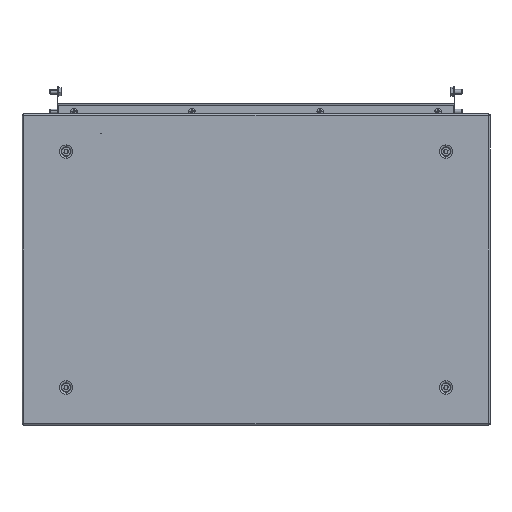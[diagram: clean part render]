
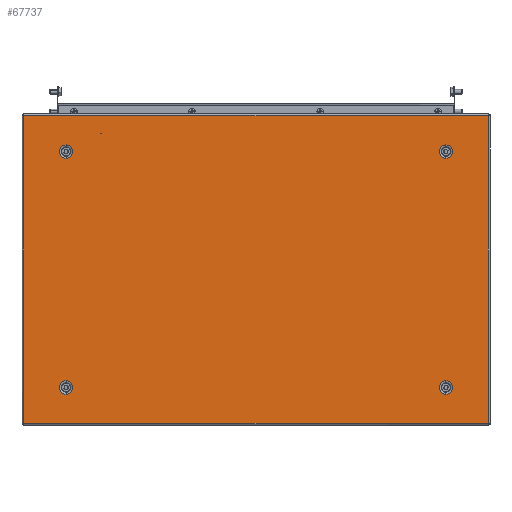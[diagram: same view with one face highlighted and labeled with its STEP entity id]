
A CAD part, top view. The second image highlights one B-rep face of the part: STEP entity #67737.
In plain terms, the highlighted planar face has unit normal (0, 0, 1).
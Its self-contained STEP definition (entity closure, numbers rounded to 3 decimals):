
#945 = EDGE_LOOP ( 'NONE', ( #36962, #62109 ) ) ;
#1128 = CARTESIAN_POINT ( 'NONE',  ( 241.5, -158.443, 0. ) ) ;
#2501 = AXIS2_PLACEMENT_3D ( 'NONE', #9394, #53944, #47863 ) ;
#2528 = DIRECTION ( 'NONE',  ( 0., 0., 1. ) ) ;
#3217 = DIRECTION ( 'NONE',  ( -1., 0., 0. ) ) ;
#4073 = DIRECTION ( 'NONE',  ( 0., 1., 0. ) ) ;
#4348 = DIRECTION ( 'NONE',  ( 0., 0., 1. ) ) ;
#4893 = CARTESIAN_POINT ( 'NONE',  ( -241.5, -150., 0. ) ) ;
#5308 = ORIENTED_EDGE ( 'NONE', *, *, #8353, .F. ) ;
#5421 = EDGE_CURVE ( 'NONE', #29381, #58310, #17117, .T. ) ;
#7405 = VERTEX_POINT ( 'NONE', #61767 ) ;
#7638 = DIRECTION ( 'NONE',  ( 0., 0., 1. ) ) ;
#8112 = DIRECTION ( 'NONE',  ( 0., 0., -1. ) ) ;
#8353 = EDGE_CURVE ( 'NONE', #13426, #74233, #47897, .T. ) ;
#9248 = CARTESIAN_POINT ( 'NONE',  ( -198., 173., 0. ) ) ;
#9394 = CARTESIAN_POINT ( 'NONE',  ( 241.5, -150., 0. ) ) ;
#9896 = ORIENTED_EDGE ( 'NONE', *, *, #26131, .T. ) ;
#10011 = EDGE_CURVE ( 'NONE', #30180, #59027, #25214, .T. ) ;
#10135 = DIRECTION ( 'NONE',  ( 0., 0., 1. ) ) ;
#10855 = AXIS2_PLACEMENT_3D ( 'NONE', #74644, #42745, #80505 ) ;
#12467 = DIRECTION ( 'NONE',  ( 0., 1., 0. ) ) ;
#12681 = VERTEX_POINT ( 'NONE', #51002 ) ;
#13426 = VERTEX_POINT ( 'NONE', #22981 ) ;
#16004 = CARTESIAN_POINT ( 'NONE',  ( 241.5, -150., 0. ) ) ;
#16871 = FACE_BOUND ( 'NONE', #945, .T. ) ;
#16961 = CARTESIAN_POINT ( 'NONE',  ( -296.029, -195.6, 0. ) ) ;
#17117 = CIRCLE ( 'NONE', #2501, 8.443 ) ;
#17118 = CARTESIAN_POINT ( 'NONE',  ( 241.5, 141.557, 0. ) ) ;
#17181 = CIRCLE ( 'NONE', #10855, 0.5 ) ;
#19058 = CARTESIAN_POINT ( 'NONE',  ( -295.1, 195.6, 0. ) ) ;
#19751 = EDGE_CURVE ( 'NONE', #74233, #13426, #36639, .T. ) ;
#20088 = AXIS2_PLACEMENT_3D ( 'NONE', #16004, #10135, #66873 ) ;
#20096 = EDGE_LOOP ( 'NONE', ( #5308, #33734 ) ) ;
#20739 = DIRECTION ( 'NONE',  ( 0., 1., 0. ) ) ;
#21159 = ORIENTED_EDGE ( 'NONE', *, *, #5421, .F. ) ;
#22262 = CARTESIAN_POINT ( 'NONE',  ( 295.1, -196.529, 0. ) ) ;
#22864 = LINE ( 'NONE', #40768, #37866 ) ;
#22981 = CARTESIAN_POINT ( 'NONE',  ( -241.5, -141.557, 0. ) ) ;
#23465 = VERTEX_POINT ( 'NONE', #32417 ) ;
#23624 = DIRECTION ( 'NONE',  ( 0., 0., 1. ) ) ;
#24907 = ORIENTED_EDGE ( 'NONE', *, *, #53486, .F. ) ;
#25214 = CIRCLE ( 'NONE', #77644, 8.443 ) ;
#26131 = EDGE_CURVE ( 'NONE', #58037, #12681, #28454, .T. ) ;
#26465 = AXIS2_PLACEMENT_3D ( 'NONE', #66286, #2528, #35187 ) ;
#26725 = AXIS2_PLACEMENT_3D ( 'NONE', #74013, #8112, #53467 ) ;
#27959 = VERTEX_POINT ( 'NONE', #81155 ) ;
#28454 = LINE ( 'NONE', #16961, #72188 ) ;
#28518 = VERTEX_POINT ( 'NONE', #9248 ) ;
#28783 = AXIS2_PLACEMENT_3D ( 'NONE', #4893, #4348, #4073 ) ;
#29381 = VERTEX_POINT ( 'NONE', #76029 ) ;
#30180 = VERTEX_POINT ( 'NONE', #17118 ) ;
#30928 = VERTEX_POINT ( 'NONE', #19058 ) ;
#30984 = DIRECTION ( 'NONE',  ( 1., 0., 0. ) ) ;
#31081 = AXIS2_PLACEMENT_3D ( 'NONE', #45818, #7638, #20739 ) ;
#31810 = FACE_OUTER_BOUND ( 'NONE', #54005, .T. ) ;
#32415 = ORIENTED_EDGE ( 'NONE', *, *, #79715, .F. ) ;
#32417 = CARTESIAN_POINT ( 'NONE',  ( -241.5, 158.443, 0. ) ) ;
#33734 = ORIENTED_EDGE ( 'NONE', *, *, #19751, .F. ) ;
#34226 = CARTESIAN_POINT ( 'NONE',  ( 241.5, 158.443, 0. ) ) ;
#35187 = DIRECTION ( 'NONE',  ( 0., 1., 0. ) ) ;
#35884 = CIRCLE ( 'NONE', #26725, 0.5 ) ;
#36597 = DIRECTION ( 'NONE',  ( 0., 0., 1. ) ) ;
#36639 = CIRCLE ( 'NONE', #28783, 8.443 ) ;
#36962 = ORIENTED_EDGE ( 'NONE', *, *, #60704, .T. ) ;
#37866 = VECTOR ( 'NONE', #59622, 1000. ) ;
#38003 = EDGE_CURVE ( 'NONE', #12681, #75942, #73951, .T. ) ;
#38383 = ORIENTED_EDGE ( 'NONE', *, *, #77591, .T. ) ;
#38602 = EDGE_CURVE ( 'NONE', #27959, #28518, #17181, .T. ) ;
#39037 = ORIENTED_EDGE ( 'NONE', *, *, #38003, .T. ) ;
#40624 = AXIS2_PLACEMENT_3D ( 'NONE', #63669, #51130, #12467 ) ;
#40768 = CARTESIAN_POINT ( 'NONE',  ( -295.1, 196.529, 0. ) ) ;
#40963 = DIRECTION ( 'NONE',  ( 0., 1., 0. ) ) ;
#41018 = CIRCLE ( 'NONE', #20088, 8.443 ) ;
#41647 = CARTESIAN_POINT ( 'NONE',  ( 295.1, 195.6, 0. ) ) ;
#41759 = DIRECTION ( 'NONE',  ( 0., 0., 1. ) ) ;
#42243 = CARTESIAN_POINT ( 'NONE',  ( 296.029, 195.6, 0. ) ) ;
#42745 = DIRECTION ( 'NONE',  ( 0., 0., -1. ) ) ;
#43507 = AXIS2_PLACEMENT_3D ( 'NONE', #67823, #41759, #74190 ) ;
#44183 = VECTOR ( 'NONE', #40963, 1000. ) ;
#45818 = CARTESIAN_POINT ( 'NONE',  ( -241.5, 150., 0. ) ) ;
#46480 = VECTOR ( 'NONE', #3217, 1000. ) ;
#47732 = PLANE ( 'NONE',  #67936 ) ;
#47863 = DIRECTION ( 'NONE',  ( 0., 1., 0. ) ) ;
#47897 = CIRCLE ( 'NONE', #43507, 8.443 ) ;
#48297 = EDGE_CURVE ( 'NONE', #30928, #58037, #22864, .T. ) ;
#48766 = FACE_BOUND ( 'NONE', #71273, .T. ) ;
#49240 = EDGE_LOOP ( 'NONE', ( #32415, #70742 ) ) ;
#51002 = CARTESIAN_POINT ( 'NONE',  ( 295.1, -195.6, 0. ) ) ;
#51084 = CARTESIAN_POINT ( 'NONE',  ( -295.1, -195.6, 0. ) ) ;
#51130 = DIRECTION ( 'NONE',  ( 0., 0., 1. ) ) ;
#53467 = DIRECTION ( 'NONE',  ( -1., 0., 0. ) ) ;
#53486 = EDGE_CURVE ( 'NONE', #7405, #23465, #63412, .T. ) ;
#53944 = DIRECTION ( 'NONE',  ( 0., 0., 1. ) ) ;
#54005 = EDGE_LOOP ( 'NONE', ( #65095, #9896, #39037, #38383 ) ) ;
#54724 = FACE_BOUND ( 'NONE', #20096, .T. ) ;
#54812 = DIRECTION ( 'NONE',  ( 1., 0., 0. ) ) ;
#54934 = ORIENTED_EDGE ( 'NONE', *, *, #80283, .F. ) ;
#55114 = ORIENTED_EDGE ( 'NONE', *, *, #68547, .F. ) ;
#56429 = LINE ( 'NONE', #42243, #46480 ) ;
#57692 = CIRCLE ( 'NONE', #40624, 8.443 ) ;
#58037 = VERTEX_POINT ( 'NONE', #51084 ) ;
#58310 = VERTEX_POINT ( 'NONE', #1128 ) ;
#59027 = VERTEX_POINT ( 'NONE', #34226 ) ;
#59622 = DIRECTION ( 'NONE',  ( 0., -1., 0. ) ) ;
#60704 = EDGE_CURVE ( 'NONE', #28518, #27959, #35884, .T. ) ;
#60968 = CARTESIAN_POINT ( 'NONE',  ( -241.5, -158.443, 0. ) ) ;
#61767 = CARTESIAN_POINT ( 'NONE',  ( -241.5, 141.557, 0. ) ) ;
#62109 = ORIENTED_EDGE ( 'NONE', *, *, #38602, .T. ) ;
#62419 = CIRCLE ( 'NONE', #31081, 8.443 ) ;
#63005 = EDGE_LOOP ( 'NONE', ( #21159, #55114 ) ) ;
#63412 = CIRCLE ( 'NONE', #26465, 8.443 ) ;
#63669 = CARTESIAN_POINT ( 'NONE',  ( 241.5, 150., 0. ) ) ;
#65095 = ORIENTED_EDGE ( 'NONE', *, *, #48297, .T. ) ;
#66286 = CARTESIAN_POINT ( 'NONE',  ( -241.5, 150., 0. ) ) ;
#66873 = DIRECTION ( 'NONE',  ( 0., 1., 0. ) ) ;
#67737 = ADVANCED_FACE ( 'NONE', ( #16871, #82508, #54724, #77547, #48766, #31810 ), #47732, .T. ) ;
#67823 = CARTESIAN_POINT ( 'NONE',  ( -241.5, -150., 0. ) ) ;
#67936 = AXIS2_PLACEMENT_3D ( 'NONE', #69007, #36597, #30984 ) ;
#68547 = EDGE_CURVE ( 'NONE', #58310, #29381, #41018, .T. ) ;
#69007 = CARTESIAN_POINT ( 'NONE',  ( 0., 0., 0. ) ) ;
#70742 = ORIENTED_EDGE ( 'NONE', *, *, #10011, .F. ) ;
#71273 = EDGE_LOOP ( 'NONE', ( #54934, #24907 ) ) ;
#72188 = VECTOR ( 'NONE', #54812, 1000. ) ;
#73951 = LINE ( 'NONE', #22262, #44183 ) ;
#74013 = CARTESIAN_POINT ( 'NONE',  ( -197.5, 173., 0. ) ) ;
#74190 = DIRECTION ( 'NONE',  ( 0., 1., 0. ) ) ;
#74233 = VERTEX_POINT ( 'NONE', #60968 ) ;
#74644 = CARTESIAN_POINT ( 'NONE',  ( -197.5, 173., 0. ) ) ;
#74736 = CARTESIAN_POINT ( 'NONE',  ( 241.5, 150., 0. ) ) ;
#75942 = VERTEX_POINT ( 'NONE', #41647 ) ;
#76029 = CARTESIAN_POINT ( 'NONE',  ( 241.5, -141.557, 0. ) ) ;
#77547 = FACE_BOUND ( 'NONE', #49240, .T. ) ;
#77591 = EDGE_CURVE ( 'NONE', #75942, #30928, #56429, .T. ) ;
#77644 = AXIS2_PLACEMENT_3D ( 'NONE', #74736, #23624, #81428 ) ;
#79715 = EDGE_CURVE ( 'NONE', #59027, #30180, #57692, .T. ) ;
#80283 = EDGE_CURVE ( 'NONE', #23465, #7405, #62419, .T. ) ;
#80505 = DIRECTION ( 'NONE',  ( -1., 0., 0. ) ) ;
#81155 = CARTESIAN_POINT ( 'NONE',  ( -197., 173., 0. ) ) ;
#81428 = DIRECTION ( 'NONE',  ( 0., 1., 0. ) ) ;
#82508 = FACE_BOUND ( 'NONE', #63005, .T. ) ;
